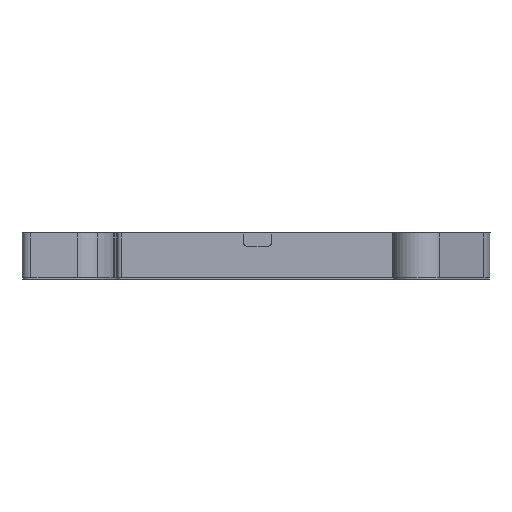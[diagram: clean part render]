
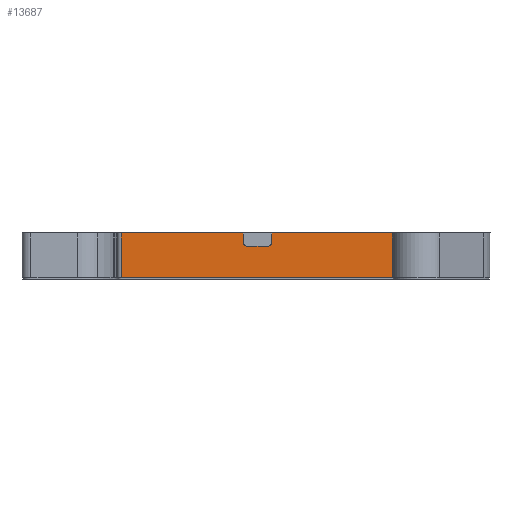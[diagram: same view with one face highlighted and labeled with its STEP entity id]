
A CAD part, front view. The second image highlights one B-rep face of the part: STEP entity #13687.
In plain terms, the highlighted planar face has unit normal (0, -1, 0).
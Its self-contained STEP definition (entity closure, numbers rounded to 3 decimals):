
#213 = EDGE_CURVE ( 'NONE', #4731, #10409, #13947, .T. ) ;
#240 = VECTOR ( 'NONE', #13861, 1000. ) ;
#759 = ORIENTED_EDGE ( 'NONE', *, *, #6397, .T. ) ;
#857 = ORIENTED_EDGE ( 'NONE', *, *, #6549, .T. ) ;
#904 = LINE ( 'NONE', #6962, #13164 ) ;
#1328 = FACE_OUTER_BOUND ( 'NONE', #1743, .T. ) ;
#1590 = ORIENTED_EDGE ( 'NONE', *, *, #14807, .F. ) ;
#1605 = LINE ( 'NONE', #8956, #10923 ) ;
#1630 = CARTESIAN_POINT ( 'NONE',  ( -68.532, 9.69, 22.01 ) ) ;
#1743 = EDGE_LOOP ( 'NONE', ( #857, #9947, #12869, #759, #1590, #7495, #6270, #5322, #14141, #13883 ) ) ;
#1844 = DIRECTION ( 'NONE',  ( 1., 0., 0. ) ) ;
#2118 = VECTOR ( 'NONE', #6974, 1000. ) ;
#2448 = VERTEX_POINT ( 'NONE', #6393 ) ;
#2547 = CARTESIAN_POINT ( 'NONE',  ( -65.539, 9.69, 22.51 ) ) ;
#2598 = CARTESIAN_POINT ( 'NONE',  ( -65.746, 9.69, 22.01 ) ) ;
#2630 =( BOUNDED_CURVE ( )  B_SPLINE_CURVE ( 3, ( #6368, #1630, #14402, #13210 ),
 .UNSPECIFIED., .F., .F. ) 
 B_SPLINE_CURVE_WITH_KNOTS ( ( 4, 4 ),
 ( 4.712, 6.283 ),
 .UNSPECIFIED. ) 
 CURVE ( )  GEOMETRIC_REPRESENTATION_ITEM ( )  RATIONAL_B_SPLINE_CURVE ( ( 1., 0.805, 0.805, 1. ) ) 
 REPRESENTATION_ITEM ( '' )  );
#2685 = LINE ( 'NONE', #7959, #2118 ) ;
#2772 = EDGE_CURVE ( 'NONE', #10409, #11735, #2685, .T. ) ;
#2846 = VERTEX_POINT ( 'NONE', #9351 ) ;
#2954 = DIRECTION ( 'NONE',  ( 0., 1., 0. ) ) ;
#2984 = LINE ( 'NONE', #3792, #15058 ) ;
#2996 = CARTESIAN_POINT ( 'NONE',  ( -68.739, 9.69, 23.51 ) ) ;
#3006 = AXIS2_PLACEMENT_3D ( 'NONE', #14768, #2954, #14709 ) ;
#3585 = DIRECTION ( 'NONE',  ( 0., 0., -1. ) ) ;
#3624 = LINE ( 'NONE', #4137, #11673 ) ;
#3792 = CARTESIAN_POINT ( 'NONE',  ( -51.609, 9.69, 23.56 ) ) ;
#3838 = VERTEX_POINT ( 'NONE', #5222 ) ;
#4137 = CARTESIAN_POINT ( 'NONE',  ( -82.313, 9.69, 23.51 ) ) ;
#4158 = CARTESIAN_POINT ( 'NONE',  ( -68.239, 9.69, 22.01 ) ) ;
#4176 = EDGE_CURVE ( 'NONE', #12258, #6670, #4440, .T. ) ;
#4440 = LINE ( 'NONE', #5668, #240 ) ;
#4731 = VERTEX_POINT ( 'NONE', #8911 ) ;
#5222 = CARTESIAN_POINT ( 'NONE',  ( -82.313, 9.69, 18.51 ) ) ;
#5322 = ORIENTED_EDGE ( 'NONE', *, *, #10917, .T. ) ;
#5471 = CARTESIAN_POINT ( 'NONE',  ( -82.313, 9.69, 23.51 ) ) ;
#5668 = CARTESIAN_POINT ( 'NONE',  ( -82.313, 9.69, 23.51 ) ) ;
#6012 = CARTESIAN_POINT ( 'NONE',  ( -65.539, 9.69, 22.217 ) ) ;
#6058 = DIRECTION ( 'NONE',  ( -1., 0., 0. ) ) ;
#6089 = CARTESIAN_POINT ( 'NONE',  ( -66.039, 9.69, 22.01 ) ) ;
#6270 = ORIENTED_EDGE ( 'NONE', *, *, #7228, .F. ) ;
#6368 = CARTESIAN_POINT ( 'NONE',  ( -68.239, 9.69, 22.01 ) ) ;
#6393 = CARTESIAN_POINT ( 'NONE',  ( -51.609, 9.69, 18.51 ) ) ;
#6397 = EDGE_CURVE ( 'NONE', #12258, #3838, #904, .T. ) ;
#6549 = EDGE_CURVE ( 'NONE', #11735, #2846, #2630, .T. ) ;
#6670 = VERTEX_POINT ( 'NONE', #2996 ) ;
#6962 = CARTESIAN_POINT ( 'NONE',  ( -82.313, 9.69, 23.56 ) ) ;
#6974 = DIRECTION ( 'NONE',  ( -1., 0., 0. ) ) ;
#7094 = DIRECTION ( 'NONE',  ( 0., 0., -1. ) ) ;
#7228 = EDGE_CURVE ( 'NONE', #15020, #13843, #3624, .T. ) ;
#7495 = ORIENTED_EDGE ( 'NONE', *, *, #12785, .F. ) ;
#7748 = DIRECTION ( 'NONE',  ( 0., 0., 1. ) ) ;
#7828 = PLANE ( 'NONE',  #3006 ) ;
#7959 = CARTESIAN_POINT ( 'NONE',  ( -82.313, 9.69, 22.01 ) ) ;
#8151 = LINE ( 'NONE', #8210, #14940 ) ;
#8210 = CARTESIAN_POINT ( 'NONE',  ( -65.539, 9.69, 23.56 ) ) ;
#8911 = CARTESIAN_POINT ( 'NONE',  ( -65.539, 9.69, 22.51 ) ) ;
#8956 = CARTESIAN_POINT ( 'NONE',  ( -68.739, 9.69, 23.56 ) ) ;
#8983 = CARTESIAN_POINT ( 'NONE',  ( -65.539, 9.69, 23.51 ) ) ;
#9351 = CARTESIAN_POINT ( 'NONE',  ( -68.739, 9.69, 22.51 ) ) ;
#9530 = CARTESIAN_POINT ( 'NONE',  ( -66.039, 9.69, 22.01 ) ) ;
#9947 = ORIENTED_EDGE ( 'NONE', *, *, #10662, .T. ) ;
#10236 = CARTESIAN_POINT ( 'NONE',  ( -51.609, 9.69, 23.51 ) ) ;
#10409 = VERTEX_POINT ( 'NONE', #6089 ) ;
#10662 = EDGE_CURVE ( 'NONE', #2846, #6670, #1605, .T. ) ;
#10783 = VECTOR ( 'NONE', #6058, 1000. ) ;
#10917 = EDGE_CURVE ( 'NONE', #15020, #4731, #8151, .T. ) ;
#10923 = VECTOR ( 'NONE', #7748, 1000. ) ;
#11673 = VECTOR ( 'NONE', #1844, 1000. ) ;
#11735 = VERTEX_POINT ( 'NONE', #4158 ) ;
#11946 = DIRECTION ( 'NONE',  ( 0., 0., -1. ) ) ;
#12258 = VERTEX_POINT ( 'NONE', #5471 ) ;
#12785 = EDGE_CURVE ( 'NONE', #13843, #2448, #2984, .T. ) ;
#12869 = ORIENTED_EDGE ( 'NONE', *, *, #4176, .F. ) ;
#13164 = VECTOR ( 'NONE', #11946, 1000. ) ;
#13165 = LINE ( 'NONE', #14974, #10783 ) ;
#13210 = CARTESIAN_POINT ( 'NONE',  ( -68.739, 9.69, 22.51 ) ) ;
#13687 = ADVANCED_FACE ( 'NONE', ( #1328 ), #7828, .F. ) ;
#13843 = VERTEX_POINT ( 'NONE', #10236 ) ;
#13861 = DIRECTION ( 'NONE',  ( 1., 0., 0. ) ) ;
#13883 = ORIENTED_EDGE ( 'NONE', *, *, #2772, .T. ) ;
#13947 =( BOUNDED_CURVE ( )  B_SPLINE_CURVE ( 3, ( #2547, #6012, #2598, #9530 ),
 .UNSPECIFIED., .F., .F. ) 
 B_SPLINE_CURVE_WITH_KNOTS ( ( 4, 4 ),
 ( 3.142, 4.712 ),
 .UNSPECIFIED. ) 
 CURVE ( )  GEOMETRIC_REPRESENTATION_ITEM ( )  RATIONAL_B_SPLINE_CURVE ( ( 1., 0.805, 0.805, 1. ) ) 
 REPRESENTATION_ITEM ( '' )  );
#14141 = ORIENTED_EDGE ( 'NONE', *, *, #213, .T. ) ;
#14402 = CARTESIAN_POINT ( 'NONE',  ( -68.739, 9.69, 22.217 ) ) ;
#14709 = DIRECTION ( 'NONE',  ( -1., 0., 0. ) ) ;
#14768 = CARTESIAN_POINT ( 'NONE',  ( -82.313, 9.69, 23.56 ) ) ;
#14807 = EDGE_CURVE ( 'NONE', #2448, #3838, #13165, .T. ) ;
#14940 = VECTOR ( 'NONE', #3585, 1000. ) ;
#14974 = CARTESIAN_POINT ( 'NONE',  ( -51.609, 9.69, 18.51 ) ) ;
#15020 = VERTEX_POINT ( 'NONE', #8983 ) ;
#15058 = VECTOR ( 'NONE', #7094, 1000. ) ;
